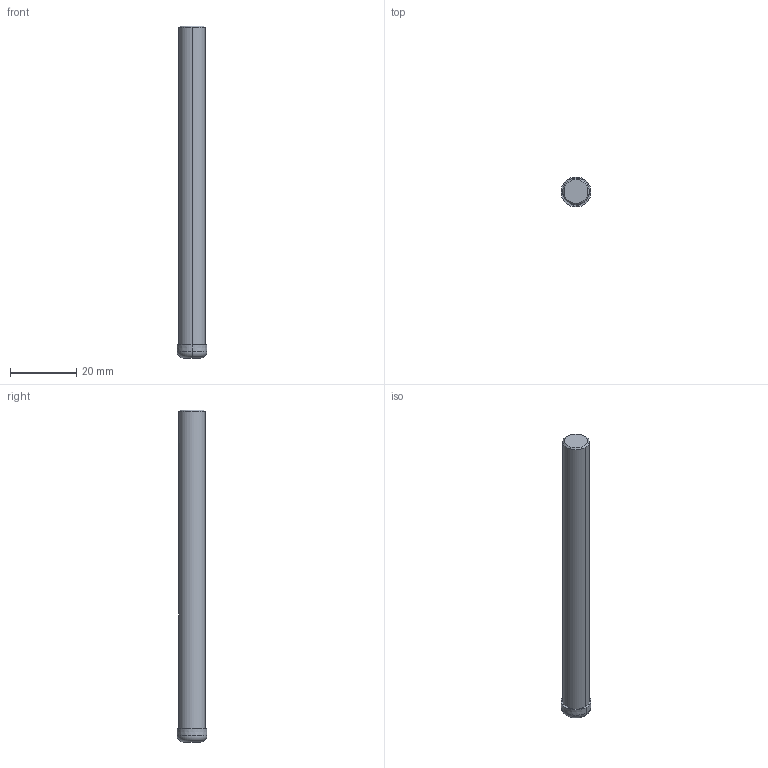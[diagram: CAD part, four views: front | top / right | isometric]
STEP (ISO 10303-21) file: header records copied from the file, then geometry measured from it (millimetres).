
FILE_DESCRIPTION(('no description'),'unknown implementation level');
FILE_NAME('solidwGOMuPDVfcrEuma4KrcKyJNJVco_1.STP',' ',('CIMSOURCE GmbH'),('CADClick - KiM GmbH - www.kimweb.de'),'unknown preprocess','ACIS','unknown authorization');
FILE_SCHEMA(('automotive_design'));
Length unit declared in the file: millimetre
Products named in the file (2): NOCUT; CUT
Bounding box: 9 x 9 x 100 mm (x, y, z)
Volume: 5054.5 mm3; surface area: 2797.4 mm2
Topology: 2 solids, 2 shells, 34 faces, 79 edges, 50 vertices
Faces by surface type: cylinder 14, plane 10, cone 8, torus 2
Entity records: 2156 total; most frequent: CARTESIAN_POINT 397, DIRECTION 177, STYLED_ITEM 165, PRESENTATION_STYLE_ASSIGNMENT 165, COLOUR_RGB 165, ORIENTED_EDGE 158, EDGE_CURVE 79, CURVE_STYLE 79
